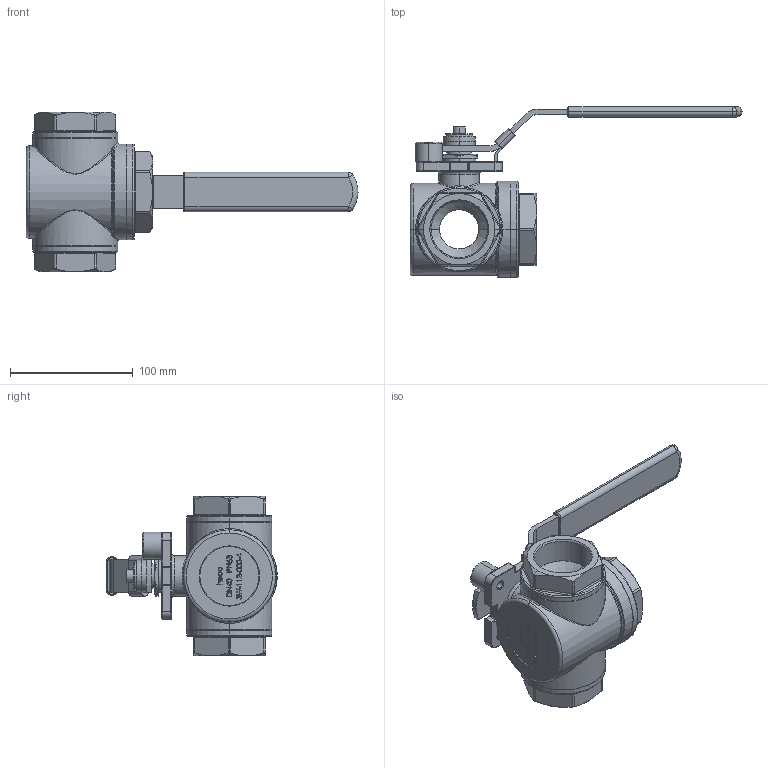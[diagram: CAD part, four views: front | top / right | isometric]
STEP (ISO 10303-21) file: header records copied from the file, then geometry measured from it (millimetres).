
FILE_DESCRIPTION (( 'STEP AP214' ), '1' );
FILE_NAME ('3W-112-000-4 3-Wege Kugelhahn heco step214.STEP', '2010-11-18T13:41:08', ( 'heco handels gmbh' ), ( 'heco handels gmbh' ), 'SwSTEP 2.0', 'SolidWorks 2005235', '' );
FILE_SCHEMA (( 'AUTOMOTIVE_DESIGN' ));
Length unit declared in the file: millimetre
Products named in the file (1): 3W-112-000-4 3-Wege Kugelhahn heco step214
Bounding box: 270 x 138.8 x 130 mm (x, y, z)
Volume: 556860.2 mm3; surface area: 96919.7 mm2
Topology: 1 solids, 1 shells, 762 faces, 1869 edges, 1144 vertices
Faces by surface type: plane 271, bspline 181, cylinder 172, torus 62, cone 48, sphere 28
Entity records: 66592 total; most frequent: CARTESIAN_POINT 41388, ORIENTED_EDGE 3698, DIRECTION 3088, EDGE_CURVE 1849, VERTEX_POINT 1144, AXIS2_PLACEMENT_3D 1095, VECTOR 898, LINE 898
